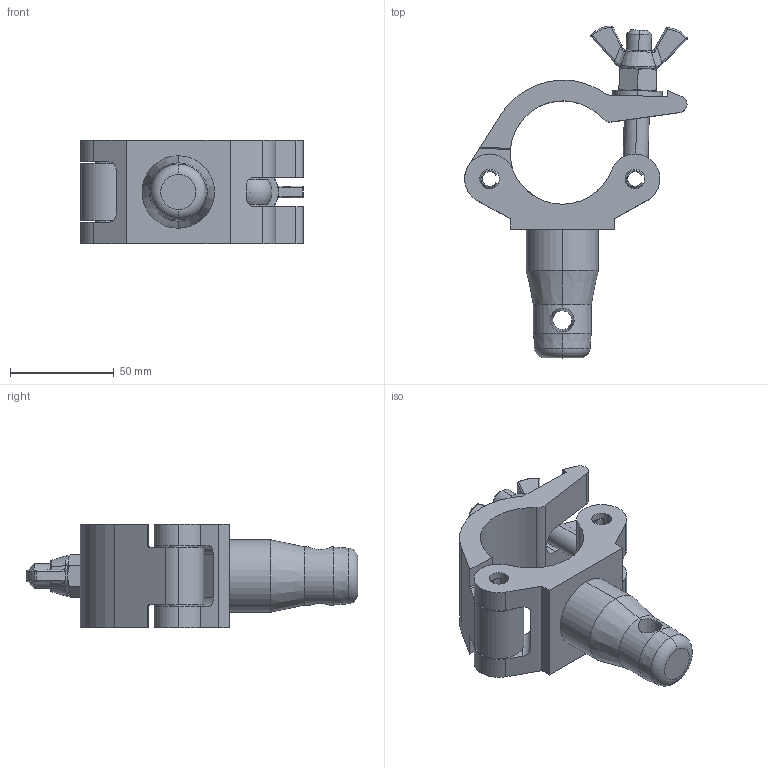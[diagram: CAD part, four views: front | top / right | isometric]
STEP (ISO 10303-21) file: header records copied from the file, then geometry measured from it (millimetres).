
FILE_DESCRIPTION (( 'STEP AP203' ), '1' );
FILE_NAME ('T45810.STEP', '2018-07-30T11:56:52', ( '' ), ( '' ), 'SwSTEP 2.0', 'SolidWorks 2016', '' );
FILE_SCHEMA (( 'CONFIG_CONTROL_DESIGN' ));
Length unit declared in the file: millimetre
Products named in the file (14): F1501; TH2002_TH2002 - 50MM WIDE; F790; TH3127; TH2001_TH2001 - 50MM WIDE; T45810; F883_DIN 315-M12-GT-C-N; Socket Countersunk Head Screw_Doughty Fastners_ISO 10642 - M12 x 35 --- 35S; Hex Nut Style 1 GradeAB_Doughty Fastners_Hexagon Nut ISO - 4032 - M12 - D - S; TH566; T78000; TH157_TH157; TH577_TH577; A Washer_Bright washer BS 4320 - M12 (Form A)
Assembly tree (14 placements, depth 3):
  T45810
    TH3127
    F1501
    Socket Countersunk Head Screw_Doughty Fastners_ISO 10642 - M12 x 35 --- 35S
    TH577_TH577
      TH2002_TH2002 - 50MM WIDE
    TH157_TH157
      TH2001_TH2001 - 50MM WIDE
    T78000
      TH566
      A Washer_Bright washer BS 4320 - M12 (Form A)
      Hex Nut Style 1 GradeAB_Doughty Fastners_Hexagon Nut ISO - 4032 - M12 - D - S
      F883_DIN 315-M12-GT-C-N
    F790  x2
Bounding box: 107.22 x 159.85 x 49.9 mm (x, y, z)
Volume: 189339.1 mm3; surface area: 59264.6 mm2
Topology: 11 solids, 11 shells, 413 faces, 998 edges, 593 vertices
Faces by surface type: cone 143, cylinder 137, plane 82, bspline 28, torus 12, sphere 11
Entity records: 13953 total; most frequent: CARTESIAN_POINT 3220, DIRECTION 2058, ORIENTED_EDGE 1886, EDGE_CURVE 943, AXIS2_PLACEMENT_3D 837, VERTEX_POINT 567, CIRCLE 448, EDGE_LOOP 422
